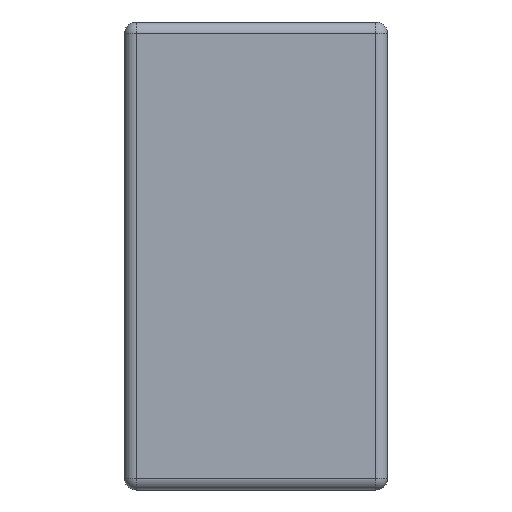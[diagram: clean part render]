
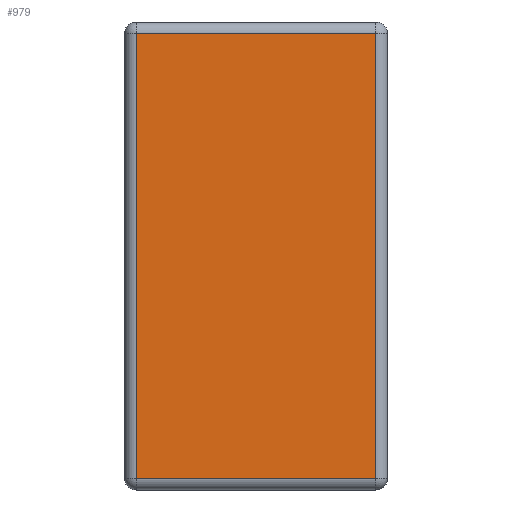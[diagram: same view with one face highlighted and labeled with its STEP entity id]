
A CAD part, left-side view. The second image highlights one B-rep face of the part: STEP entity #979.
In plain terms, the highlighted planar face has unit normal (-1, 0, 0).
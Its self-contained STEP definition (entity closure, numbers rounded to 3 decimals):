
#308=DIRECTION('',(0.,0.,-1.));
#309=VECTOR('',#308,0.76);
#310=CARTESIAN_POINT('',(-0.8,0.205,0.38));
#311=LINE('',#310,#309);
#312=DIRECTION('',(0.,1.,0.));
#313=VECTOR('',#312,0.41);
#314=CARTESIAN_POINT('',(-0.8,-0.205,0.38));
#315=LINE('',#314,#313);
#316=DIRECTION('',(0.,0.,1.));
#317=VECTOR('',#316,0.76);
#318=CARTESIAN_POINT('',(-0.8,-0.205,-0.38));
#319=LINE('',#318,#317);
#320=DIRECTION('',(0.,-1.,0.));
#321=VECTOR('',#320,0.41);
#322=CARTESIAN_POINT('',(-0.8,0.205,-0.38));
#323=LINE('',#322,#321);
#441=CARTESIAN_POINT('',(-0.8,0.205,0.38));
#442=CARTESIAN_POINT('',(-0.8,0.205,-0.38));
#443=VERTEX_POINT('',#441);
#444=VERTEX_POINT('',#442);
#447=CARTESIAN_POINT('',(-0.8,-0.205,-0.38));
#448=VERTEX_POINT('',#447);
#457=CARTESIAN_POINT('',(-0.8,-0.205,0.38));
#458=VERTEX_POINT('',#457);
#966=CARTESIAN_POINT('',(-0.8,-0.215,-0.39));
#967=DIRECTION('',(-1.,0.,0.));
#968=DIRECTION('',(0.,0.,1.));
#969=AXIS2_PLACEMENT_3D('',#966,#967,#968);
#970=PLANE('',#969);
#971=ORIENTED_EDGE('',*,*,#957,.F.);
#973=ORIENTED_EDGE('',*,*,#972,.F.);
#975=ORIENTED_EDGE('',*,*,#974,.F.);
#976=ORIENTED_EDGE('',*,*,#933,.F.);
#977=EDGE_LOOP('',(#971,#973,#975,#976));
#978=FACE_OUTER_BOUND('',#977,.F.);
#933=EDGE_CURVE('',#444,#448,#323,.T.);
#957=EDGE_CURVE('',#443,#444,#311,.T.);
#972=EDGE_CURVE('',#458,#443,#315,.T.);
#974=EDGE_CURVE('',#448,#458,#319,.T.);
#979=ADVANCED_FACE('',(#978),#970,.T.);
